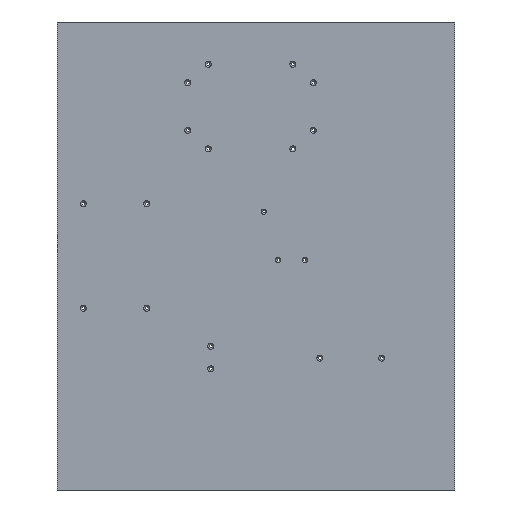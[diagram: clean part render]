
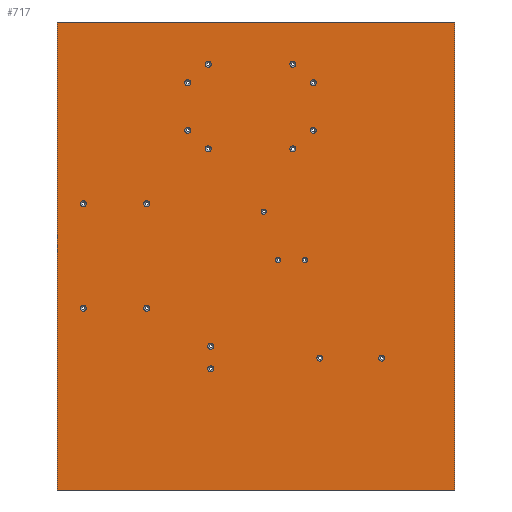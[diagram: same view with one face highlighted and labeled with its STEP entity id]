
A CAD part, front view. The second image highlights one B-rep face of the part: STEP entity #717.
In plain terms, the highlighted planar face has unit normal (0, -1, 0).
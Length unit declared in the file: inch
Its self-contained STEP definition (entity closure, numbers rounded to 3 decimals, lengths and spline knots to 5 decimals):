
#28=LINE('',#1205,#45);
#32=LINE('',#1213,#49);
#35=LINE('',#1219,#52);
#38=LINE('',#1224,#55);
#45=VECTOR('',#1022,0.3937);
#49=VECTOR('',#1028,0.3937);
#52=VECTOR('',#1033,0.3937);
#55=VECTOR('',#1038,0.3937);
#66=PLANE('',#826);
#125=FACE_BOUND('',#288,.T.);
#126=FACE_BOUND('',#289,.T.);
#127=FACE_BOUND('',#290,.T.);
#128=FACE_BOUND('',#291,.T.);
#129=FACE_BOUND('',#292,.T.);
#130=FACE_BOUND('',#293,.T.);
#131=FACE_BOUND('',#294,.T.);
#132=FACE_BOUND('',#295,.T.);
#133=FACE_BOUND('',#296,.T.);
#134=FACE_BOUND('',#297,.T.);
#135=FACE_BOUND('',#298,.T.);
#136=FACE_BOUND('',#299,.T.);
#137=FACE_BOUND('',#300,.T.);
#138=FACE_BOUND('',#301,.T.);
#139=FACE_BOUND('',#302,.T.);
#140=FACE_BOUND('',#303,.T.);
#141=FACE_BOUND('',#304,.T.);
#142=FACE_BOUND('',#305,.T.);
#143=FACE_BOUND('',#306,.T.);
#205=FACE_OUTER_BOUND('',#287,.T.);
#287=EDGE_LOOP('',(#610,#611,#612,#613));
#288=EDGE_LOOP('',(#614));
#289=EDGE_LOOP('',(#615));
#290=EDGE_LOOP('',(#616));
#291=EDGE_LOOP('',(#617));
#292=EDGE_LOOP('',(#618));
#293=EDGE_LOOP('',(#619));
#294=EDGE_LOOP('',(#620));
#295=EDGE_LOOP('',(#621));
#296=EDGE_LOOP('',(#622));
#297=EDGE_LOOP('',(#623));
#298=EDGE_LOOP('',(#624));
#299=EDGE_LOOP('',(#625));
#300=EDGE_LOOP('',(#626));
#301=EDGE_LOOP('',(#627));
#302=EDGE_LOOP('',(#628));
#303=EDGE_LOOP('',(#629));
#304=EDGE_LOOP('',(#630));
#305=EDGE_LOOP('',(#631));
#306=EDGE_LOOP('',(#632));
#327=CIRCLE('',#728,0.124);
#330=CIRCLE('',#733,0.124);
#333=CIRCLE('',#738,0.124);
#336=CIRCLE('',#743,0.124);
#339=CIRCLE('',#748,0.1085);
#342=CIRCLE('',#753,0.1085);
#345=CIRCLE('',#758,0.1085);
#348=CIRCLE('',#763,0.124);
#351=CIRCLE('',#768,0.124);
#354=CIRCLE('',#773,0.124);
#357=CIRCLE('',#778,0.124);
#360=CIRCLE('',#783,0.12402);
#363=CIRCLE('',#788,0.12402);
#366=CIRCLE('',#793,0.124);
#369=CIRCLE('',#798,0.124);
#372=CIRCLE('',#803,0.124);
#375=CIRCLE('',#808,0.124);
#378=CIRCLE('',#813,0.124);
#381=CIRCLE('',#818,0.124);
#384=VERTEX_POINT('',#1051);
#387=VERTEX_POINT('',#1059);
#390=VERTEX_POINT('',#1067);
#393=VERTEX_POINT('',#1075);
#396=VERTEX_POINT('',#1083);
#399=VERTEX_POINT('',#1091);
#402=VERTEX_POINT('',#1099);
#405=VERTEX_POINT('',#1107);
#408=VERTEX_POINT('',#1115);
#411=VERTEX_POINT('',#1123);
#414=VERTEX_POINT('',#1131);
#417=VERTEX_POINT('',#1139);
#420=VERTEX_POINT('',#1147);
#423=VERTEX_POINT('',#1155);
#426=VERTEX_POINT('',#1163);
#429=VERTEX_POINT('',#1171);
#432=VERTEX_POINT('',#1179);
#435=VERTEX_POINT('',#1187);
#438=VERTEX_POINT('',#1195);
#441=VERTEX_POINT('',#1203);
#442=VERTEX_POINT('',#1204);
#445=VERTEX_POINT('',#1212);
#447=VERTEX_POINT('',#1218);
#449=EDGE_CURVE('',#384,#384,#327,.T.);
#452=EDGE_CURVE('',#387,#387,#330,.T.);
#455=EDGE_CURVE('',#390,#390,#333,.T.);
#458=EDGE_CURVE('',#393,#393,#336,.T.);
#461=EDGE_CURVE('',#396,#396,#339,.T.);
#464=EDGE_CURVE('',#399,#399,#342,.T.);
#467=EDGE_CURVE('',#402,#402,#345,.T.);
#470=EDGE_CURVE('',#405,#405,#348,.T.);
#473=EDGE_CURVE('',#408,#408,#351,.T.);
#476=EDGE_CURVE('',#411,#411,#354,.T.);
#479=EDGE_CURVE('',#414,#414,#357,.T.);
#482=EDGE_CURVE('',#417,#417,#360,.T.);
#485=EDGE_CURVE('',#420,#420,#363,.T.);
#488=EDGE_CURVE('',#423,#423,#366,.T.);
#491=EDGE_CURVE('',#426,#426,#369,.T.);
#494=EDGE_CURVE('',#429,#429,#372,.T.);
#497=EDGE_CURVE('',#432,#432,#375,.T.);
#500=EDGE_CURVE('',#435,#435,#378,.T.);
#503=EDGE_CURVE('',#438,#438,#381,.T.);
#506=EDGE_CURVE('',#441,#442,#28,.T.);
#510=EDGE_CURVE('',#442,#445,#32,.T.);
#513=EDGE_CURVE('',#445,#447,#35,.T.);
#516=EDGE_CURVE('',#447,#441,#38,.T.);
#610=ORIENTED_EDGE('',*,*,#516,.T.);
#611=ORIENTED_EDGE('',*,*,#506,.T.);
#612=ORIENTED_EDGE('',*,*,#510,.T.);
#613=ORIENTED_EDGE('',*,*,#513,.T.);
#614=ORIENTED_EDGE('',*,*,#449,.T.);
#615=ORIENTED_EDGE('',*,*,#452,.T.);
#616=ORIENTED_EDGE('',*,*,#455,.T.);
#617=ORIENTED_EDGE('',*,*,#458,.T.);
#618=ORIENTED_EDGE('',*,*,#461,.T.);
#619=ORIENTED_EDGE('',*,*,#464,.T.);
#620=ORIENTED_EDGE('',*,*,#467,.T.);
#621=ORIENTED_EDGE('',*,*,#470,.T.);
#622=ORIENTED_EDGE('',*,*,#473,.T.);
#623=ORIENTED_EDGE('',*,*,#476,.T.);
#624=ORIENTED_EDGE('',*,*,#479,.T.);
#625=ORIENTED_EDGE('',*,*,#482,.T.);
#626=ORIENTED_EDGE('',*,*,#485,.T.);
#627=ORIENTED_EDGE('',*,*,#488,.T.);
#628=ORIENTED_EDGE('',*,*,#491,.T.);
#629=ORIENTED_EDGE('',*,*,#494,.T.);
#630=ORIENTED_EDGE('',*,*,#497,.T.);
#631=ORIENTED_EDGE('',*,*,#500,.T.);
#632=ORIENTED_EDGE('',*,*,#503,.T.);
#717=ADVANCED_FACE('',(#205,#125,#126,#127,#128,#129,#130,#131,#132,#133,
#134,#135,#136,#137,#138,#139,#140,#141,#142,#143),#66,.F.);
#728=AXIS2_PLACEMENT_3D('',#1052,#832,#833);
#733=AXIS2_PLACEMENT_3D('',#1060,#842,#843);
#738=AXIS2_PLACEMENT_3D('',#1068,#852,#853);
#743=AXIS2_PLACEMENT_3D('',#1076,#862,#863);
#748=AXIS2_PLACEMENT_3D('',#1084,#872,#873);
#753=AXIS2_PLACEMENT_3D('',#1092,#882,#883);
#758=AXIS2_PLACEMENT_3D('',#1100,#892,#893);
#763=AXIS2_PLACEMENT_3D('',#1108,#902,#903);
#768=AXIS2_PLACEMENT_3D('',#1116,#912,#913);
#773=AXIS2_PLACEMENT_3D('',#1124,#922,#923);
#778=AXIS2_PLACEMENT_3D('',#1132,#932,#933);
#783=AXIS2_PLACEMENT_3D('',#1140,#942,#943);
#788=AXIS2_PLACEMENT_3D('',#1148,#952,#953);
#793=AXIS2_PLACEMENT_3D('',#1156,#962,#963);
#798=AXIS2_PLACEMENT_3D('',#1164,#972,#973);
#803=AXIS2_PLACEMENT_3D('',#1172,#982,#983);
#808=AXIS2_PLACEMENT_3D('',#1180,#992,#993);
#813=AXIS2_PLACEMENT_3D('',#1188,#1002,#1003);
#818=AXIS2_PLACEMENT_3D('',#1196,#1012,#1013);
#826=AXIS2_PLACEMENT_3D('',#1226,#1040,#1041);
#832=DIRECTION('center_axis',(0.,1.,0.));
#833=DIRECTION('ref_axis',(1.,0.,0.));
#842=DIRECTION('center_axis',(0.,1.,0.));
#843=DIRECTION('ref_axis',(1.,0.,0.));
#852=DIRECTION('center_axis',(0.,1.,0.));
#853=DIRECTION('ref_axis',(1.,0.,0.));
#862=DIRECTION('center_axis',(0.,1.,0.));
#863=DIRECTION('ref_axis',(1.,0.,0.));
#872=DIRECTION('center_axis',(0.,1.,0.));
#873=DIRECTION('ref_axis',(1.,0.,0.));
#882=DIRECTION('center_axis',(0.,1.,0.));
#883=DIRECTION('ref_axis',(1.,0.,0.));
#892=DIRECTION('center_axis',(0.,1.,0.));
#893=DIRECTION('ref_axis',(1.,0.,0.));
#902=DIRECTION('center_axis',(0.,1.,0.));
#903=DIRECTION('ref_axis',(1.,0.,0.));
#912=DIRECTION('center_axis',(0.,1.,0.));
#913=DIRECTION('ref_axis',(1.,0.,0.));
#922=DIRECTION('center_axis',(0.,1.,0.));
#923=DIRECTION('ref_axis',(1.,0.,0.));
#932=DIRECTION('center_axis',(0.,1.,0.));
#933=DIRECTION('ref_axis',(1.,0.,0.));
#942=DIRECTION('center_axis',(0.,1.,0.));
#943=DIRECTION('ref_axis',(1.,0.,0.));
#952=DIRECTION('center_axis',(0.,1.,0.));
#953=DIRECTION('ref_axis',(1.,0.,0.));
#962=DIRECTION('center_axis',(0.,1.,0.));
#963=DIRECTION('ref_axis',(1.,0.,0.));
#972=DIRECTION('center_axis',(0.,1.,0.));
#973=DIRECTION('ref_axis',(1.,0.,0.));
#982=DIRECTION('center_axis',(0.,1.,0.));
#983=DIRECTION('ref_axis',(1.,0.,0.));
#992=DIRECTION('center_axis',(0.,1.,0.));
#993=DIRECTION('ref_axis',(1.,0.,0.));
#1002=DIRECTION('center_axis',(0.,1.,0.));
#1003=DIRECTION('ref_axis',(1.,0.,0.));
#1012=DIRECTION('center_axis',(0.,1.,0.));
#1013=DIRECTION('ref_axis',(1.,0.,0.));
#1022=DIRECTION('',(0.,0.,-1.));
#1028=DIRECTION('',(1.,0.,0.));
#1033=DIRECTION('',(0.,0.,1.));
#1038=DIRECTION('',(-1.,0.,0.));
#1040=DIRECTION('center_axis',(0.,1.,0.));
#1041=DIRECTION('ref_axis',(0.,0.,1.));
#1051=CARTESIAN_POINT('',(-2.701,0.,7.17));
#1052=CARTESIAN_POINT('Origin',(-2.825,0.,7.17));
#1059=CARTESIAN_POINT('',(2.499,0.,5.2));
#1060=CARTESIAN_POINT('Origin',(2.375,0.,5.2));
#1067=CARTESIAN_POINT('',(-2.701,0.,5.2));
#1068=CARTESIAN_POINT('Origin',(-2.825,0.,5.2));
#1075=CARTESIAN_POINT('',(2.499,0.,7.17));
#1076=CARTESIAN_POINT('Origin',(2.375,0.,7.17));
#1083=CARTESIAN_POINT('',(0.4276,0.,1.835));
#1084=CARTESIAN_POINT('Origin',(0.3191,0.,1.835));
#1091=CARTESIAN_POINT('',(1.0276,0.,-0.17141));
#1092=CARTESIAN_POINT('Origin',(0.9191,0.,-0.17141));
#1099=CARTESIAN_POINT('',(2.1276,0.,-0.17141));
#1100=CARTESIAN_POINT('Origin',(2.0191,0.,-0.17141));
#1107=CARTESIAN_POINT('',(-7.021,0.,2.163));
#1108=CARTESIAN_POINT('Origin',(-7.145,0.,2.163));
#1115=CARTESIAN_POINT('',(-4.396,0.,-2.163));
#1116=CARTESIAN_POINT('Origin',(-4.52,0.,-2.163));
#1123=CARTESIAN_POINT('',(-7.021,0.,-2.163));
#1124=CARTESIAN_POINT('Origin',(-7.145,0.,-2.163));
#1131=CARTESIAN_POINT('',(-4.396,0.,2.163));
#1132=CARTESIAN_POINT('Origin',(-4.52,0.,2.163));
#1139=CARTESIAN_POINT('',(-1.74898,0.,-4.67384));
#1140=CARTESIAN_POINT('Origin',(-1.873,0.,-4.67384));
#1147=CARTESIAN_POINT('',(-1.74898,0.,-3.73584));
#1148=CARTESIAN_POINT('Origin',(-1.873,0.,-3.73584));
#1155=CARTESIAN_POINT('',(2.768,0.,-4.224));
#1156=CARTESIAN_POINT('Origin',(2.644,0.,-4.224));
#1163=CARTESIAN_POINT('',(5.327,0.,-4.224));
#1164=CARTESIAN_POINT('Origin',(5.203,0.,-4.224));
#1171=CARTESIAN_POINT('',(-1.851,0.,7.935));
#1172=CARTESIAN_POINT('Origin',(-1.975,0.,7.935));
#1179=CARTESIAN_POINT('',(1.649,0.,4.435));
#1180=CARTESIAN_POINT('Origin',(1.525,0.,4.435));
#1187=CARTESIAN_POINT('',(-1.851,0.,4.435));
#1188=CARTESIAN_POINT('Origin',(-1.975,0.,4.435));
#1195=CARTESIAN_POINT('',(1.649,0.,7.935));
#1196=CARTESIAN_POINT('Origin',(1.525,0.,7.935));
#1203=CARTESIAN_POINT('',(-8.225,0.,9.685));
#1204=CARTESIAN_POINT('',(-8.225,0.,-9.685));
#1205=CARTESIAN_POINT('',(-8.225,0.,9.685));
#1212=CARTESIAN_POINT('',(8.225,0.,-9.685));
#1213=CARTESIAN_POINT('',(-8.225,0.,-9.685));
#1218=CARTESIAN_POINT('',(8.225,0.,9.685));
#1219=CARTESIAN_POINT('',(8.225,0.,-9.685));
#1224=CARTESIAN_POINT('',(8.225,0.,9.685));
#1226=CARTESIAN_POINT('Origin',(0.,0.,0.));
